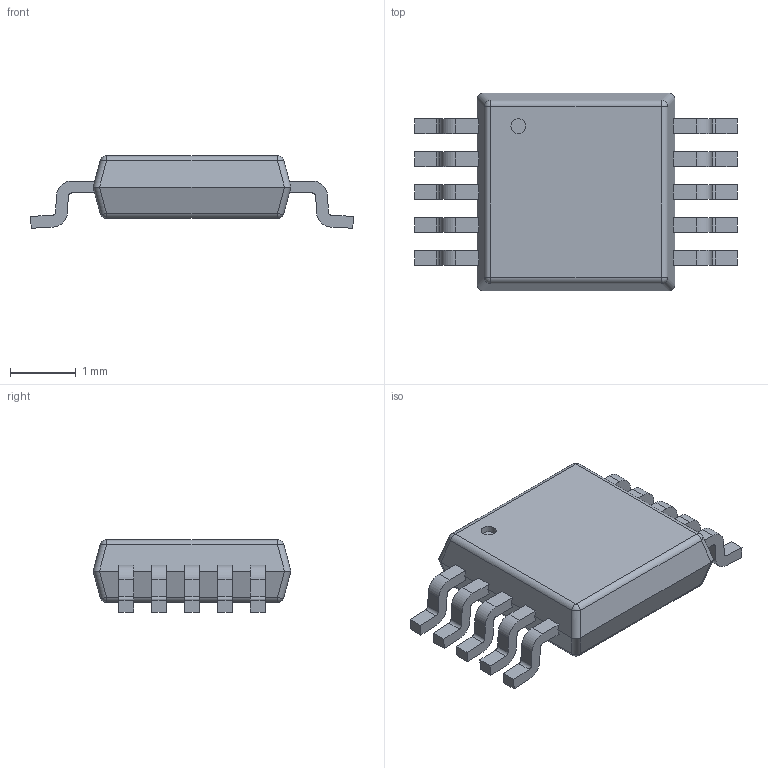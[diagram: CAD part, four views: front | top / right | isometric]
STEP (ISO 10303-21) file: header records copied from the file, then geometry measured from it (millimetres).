
FILE_DESCRIPTION(/* description */ (''),/* implementation_level */ '2;1');
FILE_NAME(/* name */ '10-MSOP.step',/* time_stamp */ '2021-08-10T19:25:06+08:00',/* author */ (''),/* organization */ (''),/* preprocessor_version */ 'ST-DEVELOPER v18.1',/* originating_system */ 'Autodesk Translation Framework v10.9.0.1377',/* authorisation */ '');
FILE_SCHEMA (('AUTOMOTIVE_DESIGN { 1 0 10303 214 3 1 1 }'));
Length unit declared in the file: millimetre
Products named in the file (1): (Unsaved)
Bounding box: 4.9 x 3 x 1.1 mm (x, y, z)
Volume: 8.4 mm3; surface area: 37.6 mm2
Topology: 11 solids, 11 shells, 186 faces, 465 edges, 294 vertices
Faces by surface type: plane 121, cylinder 57, sphere 8
Full cylindrical faces by diameter (mm): 0.225 x1
Entity records: 5615 total; most frequent: DIRECTION 941, CARTESIAN_POINT 938, ORIENTED_EDGE 914, EDGE_CURVE 457, LINE 347, VECTOR 347, AXIS2_PLACEMENT_3D 297, VERTEX_POINT 294
